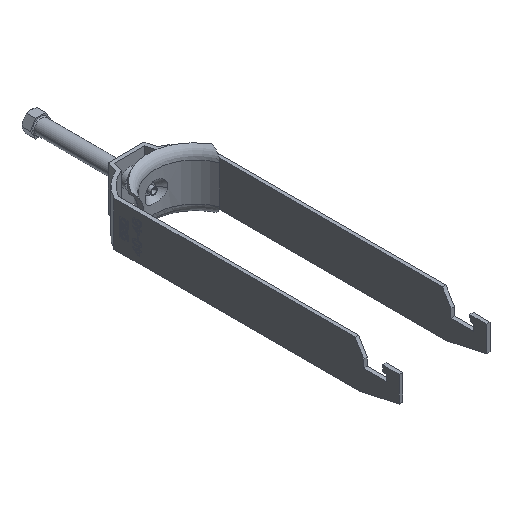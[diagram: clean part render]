
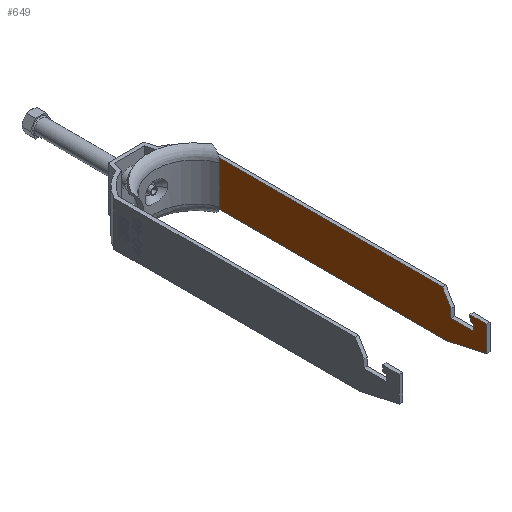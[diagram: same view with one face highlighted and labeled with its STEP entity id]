
A CAD part, isometric view. The second image highlights one B-rep face of the part: STEP entity #649.
In plain terms, the highlighted planar face has unit normal (-1, 0, 0).
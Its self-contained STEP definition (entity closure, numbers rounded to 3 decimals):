
#48 = EDGE_CURVE ( 'NONE', #3819, #5345, #10110, .T. ) ;
#177 = VECTOR ( 'NONE', #11283, 1000. ) ;
#252 = ORIENTED_EDGE ( 'NONE', *, *, #4927, .T. ) ;
#323 = VECTOR ( 'NONE', #3495, 1000. ) ;
#383 = EDGE_CURVE ( 'NONE', #8515, #5345, #1132, .T. ) ;
#555 = ORIENTED_EDGE ( 'NONE', *, *, #2171, .T. ) ;
#614 = VECTOR ( 'NONE', #4661, 1000. ) ;
#649 = ADVANCED_FACE ( 'NONE', ( #9941 ), #10003, .T. ) ;
#764 = DIRECTION ( 'NONE',  ( 0., 0., -1. ) ) ;
#904 = CARTESIAN_POINT ( 'NONE',  ( 23.5, -181.003, -33.86 ) ) ;
#947 = CARTESIAN_POINT ( 'NONE',  ( 23.5, -218., -0.25 ) ) ;
#1080 = CARTESIAN_POINT ( 'NONE',  ( 23.5, -218., -12.5 ) ) ;
#1127 = EDGE_CURVE ( 'NONE', #4007, #7910, #6263, .T. ) ;
#1132 = LINE ( 'NONE', #2941, #177 ) ;
#1141 = ORIENTED_EDGE ( 'NONE', *, *, #1127, .T. ) ;
#1224 = VERTEX_POINT ( 'NONE', #9403 ) ;
#1355 = EDGE_CURVE ( 'NONE', #7910, #10584, #5887, .T. ) ;
#1490 = VECTOR ( 'NONE', #7733, 1000. ) ;
#1656 = CARTESIAN_POINT ( 'NONE',  ( 23.5, -159., -12.5 ) ) ;
#1830 = LINE ( 'NONE', #904, #5753 ) ;
#1918 = CARTESIAN_POINT ( 'NONE',  ( 23.5, -215.353, -0.046 ) ) ;
#1999 = DIRECTION ( 'NONE',  ( 0., 1., 0. ) ) ;
#2079 = VERTEX_POINT ( 'NONE', #8553 ) ;
#2171 = EDGE_CURVE ( 'NONE', #6020, #2079, #4371, .T. ) ;
#2348 = AXIS2_PLACEMENT_3D ( 'NONE', #3572, #6401, #7224 ) ;
#2472 = CARTESIAN_POINT ( 'NONE',  ( 23.5, -171.639, -16.556 ) ) ;
#2695 = EDGE_CURVE ( 'NONE', #8863, #6020, #7318, .T. ) ;
#2941 = CARTESIAN_POINT ( 'NONE',  ( 23.5, -218., 12.5 ) ) ;
#3078 = DIRECTION ( 'NONE',  ( 0., 0., 1. ) ) ;
#3194 = LINE ( 'NONE', #11412, #3822 ) ;
#3331 = VERTEX_POINT ( 'NONE', #4436 ) ;
#3495 = DIRECTION ( 'NONE',  ( 0., -0.087, -0.996 ) ) ;
#3513 = DIRECTION ( 'NONE',  ( 0., 0., 1. ) ) ;
#3522 = CARTESIAN_POINT ( 'NONE',  ( 23.5, -19.205, 12.5 ) ) ;
#3572 = CARTESIAN_POINT ( 'NONE',  ( 23.5, -218., -12.5 ) ) ;
#3612 = VECTOR ( 'NONE', #1999, 1000. ) ;
#3619 = CARTESIAN_POINT ( 'NONE',  ( 23.5, -169.6, 6.75 ) ) ;
#3799 = CARTESIAN_POINT ( 'NONE',  ( 23.5, -179., -7.773 ) ) ;
#3819 = VERTEX_POINT ( 'NONE', #9380 ) ;
#3822 = VECTOR ( 'NONE', #3078, 1000. ) ;
#4003 = CARTESIAN_POINT ( 'NONE',  ( 23.5, -218., 6.75 ) ) ;
#4007 = VERTEX_POINT ( 'NONE', #3619 ) ;
#4026 = VECTOR ( 'NONE', #6698, 1000. ) ;
#4371 = LINE ( 'NONE', #1656, #4967 ) ;
#4436 = CARTESIAN_POINT ( 'NONE',  ( 23.5, -179., 6.75 ) ) ;
#4661 = DIRECTION ( 'NONE',  ( 0., 0., 1. ) ) ;
#4742 = DIRECTION ( 'NONE',  ( 0., -0.978, 0.208 ) ) ;
#4793 = ORIENTED_EDGE ( 'NONE', *, *, #383, .T. ) ;
#4807 = LINE ( 'NONE', #1918, #5160 ) ;
#4927 = EDGE_CURVE ( 'NONE', #1224, #10409, #4807, .T. ) ;
#4967 = VECTOR ( 'NONE', #3513, 1000. ) ;
#5160 = VECTOR ( 'NONE', #4742, 1000. ) ;
#5181 = VECTOR ( 'NONE', #10639, 1000. ) ;
#5345 = VERTEX_POINT ( 'NONE', #3522 ) ;
#5465 = ORIENTED_EDGE ( 'NONE', *, *, #48, .F. ) ;
#5753 = VECTOR ( 'NONE', #9812, 1000. ) ;
#5887 = LINE ( 'NONE', #11386, #1490 ) ;
#6020 = VERTEX_POINT ( 'NONE', #10529 ) ;
#6072 = CARTESIAN_POINT ( 'NONE',  ( 23.5, -172., 3.25 ) ) ;
#6253 = CARTESIAN_POINT ( 'NONE',  ( 23.5, -172., -12.5 ) ) ;
#6263 = LINE ( 'NONE', #2472, #323 ) ;
#6401 = DIRECTION ( 'NONE',  ( -1., 0., 0. ) ) ;
#6518 = ORIENTED_EDGE ( 'NONE', *, *, #10269, .T. ) ;
#6698 = DIRECTION ( 'NONE',  ( 0., 1., 0. ) ) ;
#7224 = DIRECTION ( 'NONE',  ( 0., 1., 0. ) ) ;
#7318 = LINE ( 'NONE', #947, #5181 ) ;
#7353 = CARTESIAN_POINT ( 'NONE',  ( 23.5, -169.906, 3.25 ) ) ;
#7534 = ORIENTED_EDGE ( 'NONE', *, *, #2695, .T. ) ;
#7546 = ORIENTED_EDGE ( 'NONE', *, *, #8062, .F. ) ;
#7667 = ORIENTED_EDGE ( 'NONE', *, *, #11178, .T. ) ;
#7733 = DIRECTION ( 'NONE',  ( 0., -1., 0. ) ) ;
#7817 = EDGE_LOOP ( 'NONE', ( #7546, #252, #9968, #7667, #1141, #11184, #9743, #7534, #555, #6518, #4793, #5465 ) ) ;
#7910 = VERTEX_POINT ( 'NONE', #7353 ) ;
#8062 = EDGE_CURVE ( 'NONE', #1224, #3819, #9249, .T. ) ;
#8515 = VERTEX_POINT ( 'NONE', #11748 ) ;
#8553 = CARTESIAN_POINT ( 'NONE',  ( 23.5, -159., 4.25 ) ) ;
#8659 = CARTESIAN_POINT ( 'NONE',  ( 23.5, -172., -0.25 ) ) ;
#8863 = VERTEX_POINT ( 'NONE', #8659 ) ;
#8885 = EDGE_CURVE ( 'NONE', #10409, #3331, #3194, .T. ) ;
#9166 = LINE ( 'NONE', #6253, #10927 ) ;
#9249 = LINE ( 'NONE', #1080, #3612 ) ;
#9272 = LINE ( 'NONE', #4003, #4026 ) ;
#9380 = CARTESIAN_POINT ( 'NONE',  ( 23.5, -19.205, -12.5 ) ) ;
#9381 = CARTESIAN_POINT ( 'NONE',  ( 23.5, -19.205, -12.5 ) ) ;
#9403 = CARTESIAN_POINT ( 'NONE',  ( 23.5, -156.761, -12.5 ) ) ;
#9423 = EDGE_CURVE ( 'NONE', #10584, #8863, #9166, .T. ) ;
#9743 = ORIENTED_EDGE ( 'NONE', *, *, #9423, .T. ) ;
#9812 = DIRECTION ( 'NONE',  ( 0., 0.5, 0.866 ) ) ;
#9941 = FACE_OUTER_BOUND ( 'NONE', #7817, .T. ) ;
#9968 = ORIENTED_EDGE ( 'NONE', *, *, #8885, .T. ) ;
#10003 = PLANE ( 'NONE',  #2348 ) ;
#10110 = LINE ( 'NONE', #9381, #614 ) ;
#10269 = EDGE_CURVE ( 'NONE', #2079, #8515, #1830, .T. ) ;
#10409 = VERTEX_POINT ( 'NONE', #3799 ) ;
#10529 = CARTESIAN_POINT ( 'NONE',  ( 23.5, -159., -0.25 ) ) ;
#10584 = VERTEX_POINT ( 'NONE', #6072 ) ;
#10639 = DIRECTION ( 'NONE',  ( 0., 1., 0. ) ) ;
#10927 = VECTOR ( 'NONE', #764, 1000. ) ;
#11178 = EDGE_CURVE ( 'NONE', #3331, #4007, #9272, .T. ) ;
#11184 = ORIENTED_EDGE ( 'NONE', *, *, #1355, .T. ) ;
#11283 = DIRECTION ( 'NONE',  ( 0., 1., 0. ) ) ;
#11386 = CARTESIAN_POINT ( 'NONE',  ( 23.5, -218., 3.25 ) ) ;
#11412 = CARTESIAN_POINT ( 'NONE',  ( 23.5, -179., -12.5 ) ) ;
#11748 = CARTESIAN_POINT ( 'NONE',  ( 23.5, -154.237, 12.5 ) ) ;
